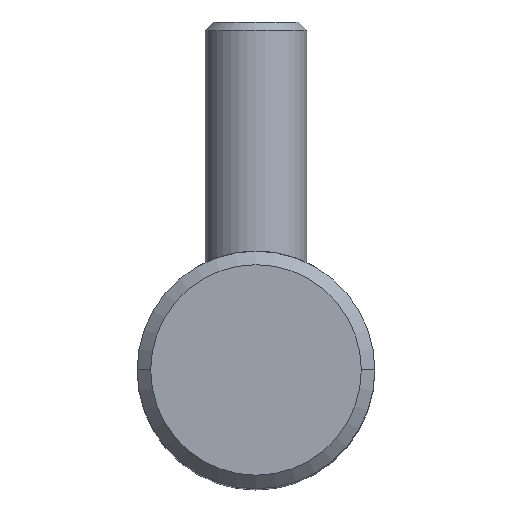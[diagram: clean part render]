
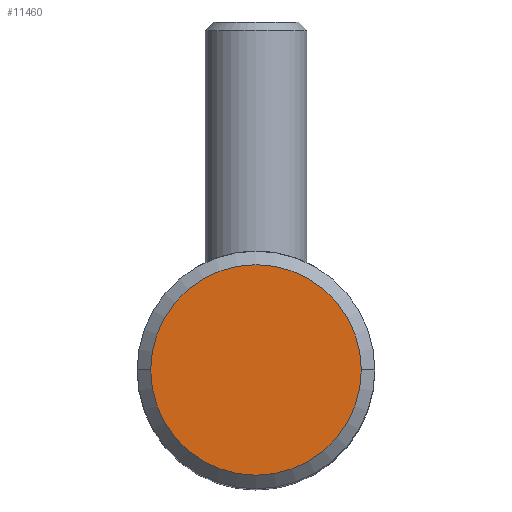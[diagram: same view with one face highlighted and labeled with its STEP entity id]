
A CAD part, top view. The second image highlights one B-rep face of the part: STEP entity #11460.
In plain terms, the highlighted planar face has unit normal (0, 0, 1).
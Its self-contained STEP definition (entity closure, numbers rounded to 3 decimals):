
#11220=CARTESIAN_POINT('',(4.291,3.901,42.));
#11230=DIRECTION('',(0.,0.,1.));
#11240=DIRECTION('',(1.,0.,0.));
#11250=AXIS2_PLACEMENT_3D('',#11220,#11230,#11240);
#11260=PLANE('',#11250);
#11270=CARTESIAN_POINT('',(0.,0.,42.));
#11280=DIRECTION('',(0.,0.,1.));
#11290=DIRECTION('',(1.,0.,0.));
#11300=AXIS2_PLACEMENT_3D('',#11270,#11280,#11290);
#11310=CIRCLE('',#11300,6.2);
#11320=CARTESIAN_POINT('',(6.2,0.,42.));
#11330=VERTEX_POINT('',#11320);
#11340=CARTESIAN_POINT('',(-6.2,0.,42.));
#11350=VERTEX_POINT('',#11340);
#11360=EDGE_CURVE('',#11330,#11350,#11310,.T.);
#11370=ORIENTED_EDGE('',*,*,#11360,.T.);
#11380=CARTESIAN_POINT('',(0.,-6.2,42.));
#11390=VERTEX_POINT('',#11380);
#11400=EDGE_CURVE('',#11390,#11330,#11310,.T.);
#11410=ORIENTED_EDGE('',*,*,#11400,.T.);
#11420=EDGE_CURVE('',#11350,#11390,#11310,.T.);
#11430=ORIENTED_EDGE('',*,*,#11420,.T.);
#11440=EDGE_LOOP('',(#11430,#11410,#11370));
#11450=FACE_OUTER_BOUND('',#11440,.T.);
#11460=ADVANCED_FACE('',(#11450),#11260,.T.);
